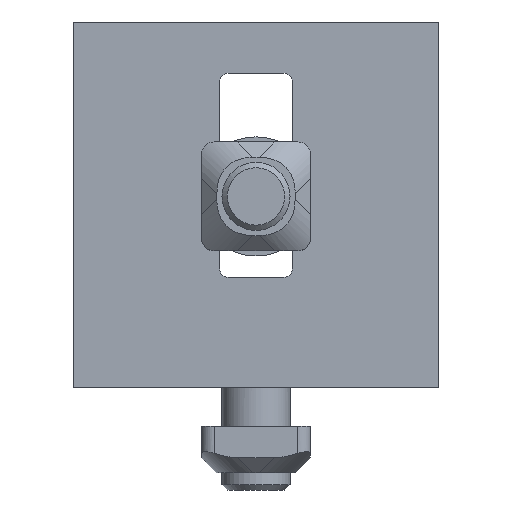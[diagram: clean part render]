
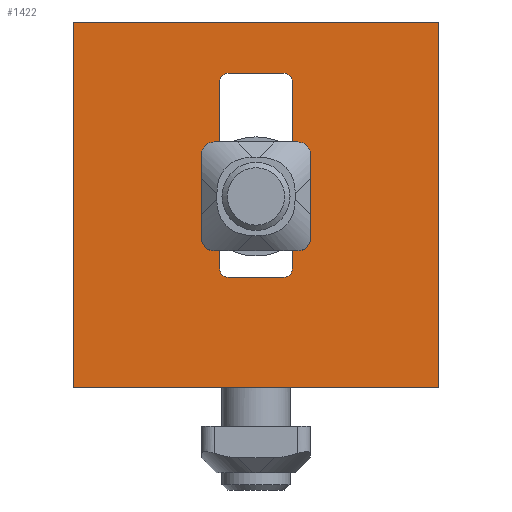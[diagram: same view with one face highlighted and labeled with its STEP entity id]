
A CAD part, front view. The second image highlights one B-rep face of the part: STEP entity #1422.
In plain terms, the highlighted face is planar.
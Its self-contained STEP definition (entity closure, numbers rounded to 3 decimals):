
#1422=ADVANCED_FACE('',(#1518,#1519),#1520,.T.);
#1518=FACE_BOUND('',#1659,.T.);
#1519=FACE_OUTER_BOUND('',#1660,.T.);
#1520=PLANE('',#1661);
#1659=EDGE_LOOP('',(#1831,#1832,#1833,#1834,#1835,#1836,#1837,#1838));
#1660=EDGE_LOOP('',(#1839,#1840,#1841,#1842));
#1661=AXIS2_PLACEMENT_3D('',#1843,#1844,#1845);
#1831=ORIENTED_EDGE('',*,*,#2303,.T.);
#1832=ORIENTED_EDGE('',*,*,#2304,.T.);
#1833=ORIENTED_EDGE('',*,*,#2305,.T.);
#1834=ORIENTED_EDGE('',*,*,#2286,.T.);
#1835=ORIENTED_EDGE('',*,*,#2280,.T.);
#1836=ORIENTED_EDGE('',*,*,#2283,.T.);
#1837=ORIENTED_EDGE('',*,*,#2306,.T.);
#1838=ORIENTED_EDGE('',*,*,#2307,.T.);
#1839=ORIENTED_EDGE('',*,*,#2308,.F.);
#1840=ORIENTED_EDGE('',*,*,#2309,.T.);
#1841=ORIENTED_EDGE('',*,*,#2298,.T.);
#1842=ORIENTED_EDGE('',*,*,#2310,.F.);
#1843=CARTESIAN_POINT('',(0.0,25.5,-21.5));
#1844=DIRECTION('',(-1.0,0.,0.0));
#1845=DIRECTION('',(0.,-1.0,0.0));
#2280=EDGE_CURVE('',#2430,#2434,#2436,.F.);
#2283=EDGE_CURVE('',#2434,#2439,#2441,.T.);
#2286=EDGE_CURVE('',#2443,#2430,#2446,.T.);
#2298=EDGE_CURVE('',#2463,#2468,#2470,.T.);
#2303=EDGE_CURVE('',#2479,#2480,#2481,.F.);
#2304=EDGE_CURVE('',#2480,#2482,#2483,.T.);
#2305=EDGE_CURVE('',#2482,#2443,#2484,.F.);
#2306=EDGE_CURVE('',#2439,#2485,#2486,.F.);
#2307=EDGE_CURVE('',#2485,#2479,#2487,.T.);
#2308=EDGE_CURVE('',#2488,#2489,#2490,.T.);
#2309=EDGE_CURVE('',#2488,#2463,#2491,.T.);
#2310=EDGE_CURVE('',#2489,#2468,#2492,.T.);
#2430=VERTEX_POINT('',#2683);
#2434=VERTEX_POINT('',#2688);
#2436=CIRCLE('',#2691,1.0);
#2439=VERTEX_POINT('',#2695);
#2441=LINE('',#2698,#2699);
#2443=VERTEX_POINT('',#2701);
#2446=LINE('',#2706,#2707);
#2463=VERTEX_POINT('',#2728);
#2468=VERTEX_POINT('',#2735);
#2470=LINE('',#2738,#2739);
#2479=VERTEX_POINT('',#2752);
#2480=VERTEX_POINT('',#2753);
#2481=CIRCLE('',#2754,1.0);
#2482=VERTEX_POINT('',#2755);
#2483=LINE('',#2756,#2757);
#2484=CIRCLE('',#2758,1.0);
#2485=VERTEX_POINT('',#2759);
#2486=CIRCLE('',#2760,1.0);
#2487=LINE('',#2761,#2762);
#2488=VERTEX_POINT('',#2763);
#2489=VERTEX_POINT('',#2764);
#2490=LINE('',#2765,#2766);
#2491=LINE('',#2767,#2768);
#2492=LINE('',#2769,#2770);
#2683=CARTESIAN_POINT('',(0.0,37.0,3.25));
#2688=CARTESIAN_POINT('',(0.0,36.0,4.25));
#2691=AXIS2_PLACEMENT_3D('',#3178,#3179,#3180);
#2695=CARTESIAN_POINT('',(0.0,14.,4.25));
#2698=CARTESIAN_POINT('',(0.,25.5,4.25));
#2699=VECTOR('',#3183,1.0);
#2701=CARTESIAN_POINT('',(0.0,37.0,-3.25));
#2706=CARTESIAN_POINT('',(0.,37.0,-21.5));
#2707=VECTOR('',#3186,1.0);
#2728=CARTESIAN_POINT('',(0.,0.0,-21.5));
#2735=CARTESIAN_POINT('',(0.,0.0,21.5));
#2738=CARTESIAN_POINT('',(0.,0.0,-21.5));
#2739=VECTOR('',#3206,1.0);
#2752=CARTESIAN_POINT('',(0.0,13.,-3.25));
#2753=CARTESIAN_POINT('',(0.,14.,-4.25));
#2754=AXIS2_PLACEMENT_3D('',#3211,#3212,#3213);
#2755=CARTESIAN_POINT('',(0.0,36.0,-4.25));
#2756=CARTESIAN_POINT('',(0.,25.5,-4.25));
#2757=VECTOR('',#3214,1.0);
#2758=AXIS2_PLACEMENT_3D('',#3215,#3216,#3217);
#2759=CARTESIAN_POINT('',(0.0,13.,3.25));
#2760=AXIS2_PLACEMENT_3D('',#3218,#3219,#3220);
#2761=CARTESIAN_POINT('',(0.,13.,-21.5));
#2762=VECTOR('',#3221,1.0);
#2763=CARTESIAN_POINT('',(0.,43.0,-21.5));
#2764=CARTESIAN_POINT('',(0.,43.0,21.5));
#2765=CARTESIAN_POINT('',(0.0,43.0,-72.125));
#2766=VECTOR('',#3222,1.0);
#2767=CARTESIAN_POINT('',(0.0,25.5,-21.5));
#2768=VECTOR('',#3223,1.0);
#2769=CARTESIAN_POINT('',(0.0,25.5,21.5));
#2770=VECTOR('',#3224,1.0);
#3178=CARTESIAN_POINT('',(0.0,36.0,3.25));
#3179=DIRECTION('',(-1.0,0.,0.0));
#3180=DIRECTION('',(0.,-1.0,0.0));
#3183=DIRECTION('',(0.,-1.0,0.));
#3186=DIRECTION('',(0.0,0.0,1.0));
#3206=DIRECTION('',(0.0,0.0,1.0));
#3211=CARTESIAN_POINT('',(0.0,14.,-3.25));
#3212=DIRECTION('',(-1.0,0.,0.0));
#3213=DIRECTION('',(0.,-1.0,0.0));
#3214=DIRECTION('',(0.,1.0,0.));
#3215=CARTESIAN_POINT('',(0.0,36.0,-3.25));
#3216=DIRECTION('',(-1.0,0.,0.0));
#3217=DIRECTION('',(0.,-1.0,0.0));
#3218=CARTESIAN_POINT('',(0.0,14.,3.25));
#3219=DIRECTION('',(-1.0,0.,0.0));
#3220=DIRECTION('',(0.,-1.0,0.0));
#3221=DIRECTION('',(0.0,0.0,-1.0));
#3222=DIRECTION('',(0.0,0.0,1.0));
#3223=DIRECTION('',(0.,-1.0,0.0));
#3224=DIRECTION('',(0.,-1.0,0.0));
